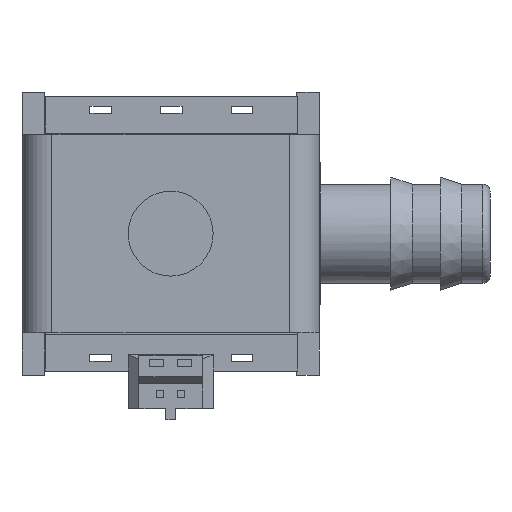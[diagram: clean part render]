
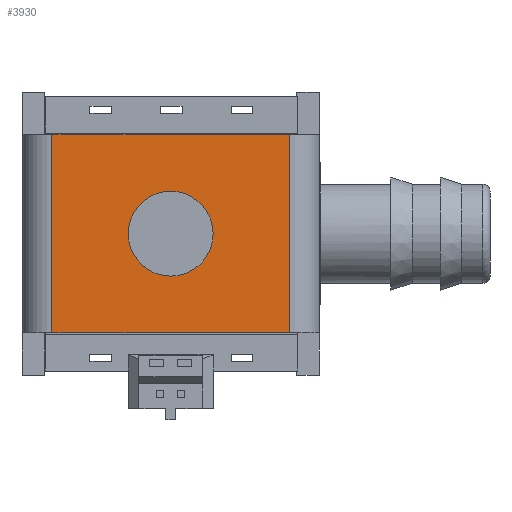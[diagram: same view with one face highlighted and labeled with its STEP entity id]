
A CAD part, front view. The second image highlights one B-rep face of the part: STEP entity #3930.
In plain terms, the highlighted planar face has unit normal (0, -1, 0).
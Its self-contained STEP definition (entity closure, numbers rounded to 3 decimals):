
#1684=DIRECTION('',(0.,0.,1.));
#1685=VECTOR('',#1684,14.);
#1686=CARTESIAN_POINT('',(8.4,-29.8,-7.));
#1687=LINE('',#1686,#1685);
#2076=DIRECTION('',(0.,0.,-1.));
#2077=VECTOR('',#2076,14.);
#2078=CARTESIAN_POINT('',(-8.4,-29.8,7.));
#2079=LINE('',#2078,#2077);
#2190=DIRECTION('',(1.,0.,0.));
#2191=VECTOR('',#2190,1.9);
#2192=CARTESIAN_POINT('',(-8.4,-29.8,7.));
#2193=LINE('',#2192,#2191);
#2198=CARTESIAN_POINT('',(0.,-29.8,0.));
#2199=DIRECTION('',(0.,-1.,0.));
#2200=DIRECTION('',(-1.,0.,0.));
#2201=AXIS2_PLACEMENT_3D('',#2198,#2199,#2200);
#2203=CARTESIAN_POINT('',(0.,-29.8,0.));
#2204=DIRECTION('',(0.,-1.,0.));
#2205=DIRECTION('',(1.,0.,0.));
#2206=AXIS2_PLACEMENT_3D('',#2203,#2204,#2205);
#2208=DIRECTION('',(1.,0.,0.));
#2209=VECTOR('',#2208,8.138);
#2210=CARTESIAN_POINT('',(0.262,-29.8,-7.));
#2211=LINE('',#2210,#2209);
#2422=DIRECTION('',(-1.,0.,0.));
#2423=VECTOR('',#2422,6.762);
#2424=CARTESIAN_POINT('',(0.262,-29.8,-7.));
#2425=LINE('',#2424,#2423);
#2426=DIRECTION('',(1.,0.,0.));
#2427=VECTOR('',#2426,1.9);
#2428=CARTESIAN_POINT('',(-8.4,-29.8,-7.));
#2429=LINE('',#2428,#2427);
#2438=DIRECTION('',(1.,0.,0.));
#2439=VECTOR('',#2438,6.762);
#2440=CARTESIAN_POINT('',(-6.5,-29.8,7.));
#2441=LINE('',#2440,#2439);
#2442=DIRECTION('',(1.,0.,0.));
#2443=VECTOR('',#2442,8.138);
#2444=CARTESIAN_POINT('',(0.262,-29.8,7.));
#2445=LINE('',#2444,#2443);
#2580=CARTESIAN_POINT('',(8.4,-29.8,-7.));
#2581=CARTESIAN_POINT('',(8.4,-29.8,7.));
#2582=VERTEX_POINT('',#2580);
#2583=VERTEX_POINT('',#2581);
#2584=CARTESIAN_POINT('',(0.262,-29.8,-7.));
#2585=VERTEX_POINT('',#2584);
#2586=CARTESIAN_POINT('',(-6.5,-29.8,-7.));
#2587=VERTEX_POINT('',#2586);
#2588=CARTESIAN_POINT('',(-8.4,-29.8,-7.));
#2589=VERTEX_POINT('',#2588);
#2590=CARTESIAN_POINT('',(-8.4,-29.8,7.));
#2591=VERTEX_POINT('',#2590);
#2592=CARTESIAN_POINT('',(-6.5,-29.8,7.));
#2593=VERTEX_POINT('',#2592);
#2594=CARTESIAN_POINT('',(0.262,-29.8,7.));
#2595=VERTEX_POINT('',#2594);
#2748=CARTESIAN_POINT('',(-3.,-29.8,0.));
#2749=CARTESIAN_POINT('',(3.,-29.8,0.));
#2750=VERTEX_POINT('',#2748);
#2751=VERTEX_POINT('',#2749);
#3904=CARTESIAN_POINT('',(0.,-29.8,0.));
#3905=DIRECTION('',(0.,1.,0.));
#3906=DIRECTION('',(0.,0.,1.));
#3907=AXIS2_PLACEMENT_3D('',#3904,#3905,#3906);
#3908=PLANE('',#3907);
#3909=ORIENTED_EDGE('',*,*,#3155,.F.);
#3911=ORIENTED_EDGE('',*,*,#3910,.F.);
#3913=ORIENTED_EDGE('',*,*,#3912,.T.);
#3915=ORIENTED_EDGE('',*,*,#3914,.F.);
#3916=ORIENTED_EDGE('',*,*,#3752,.F.);
#3917=ORIENTED_EDGE('',*,*,#3895,.T.);
#3919=ORIENTED_EDGE('',*,*,#3918,.T.);
#3921=ORIENTED_EDGE('',*,*,#3920,.T.);
#3922=EDGE_LOOP('',(#3909,#3911,#3913,#3915,#3916,#3917,#3919,#3921));
#3923=FACE_OUTER_BOUND('',#3922,.F.);
#3925=ORIENTED_EDGE('',*,*,#3924,.T.);
#3927=ORIENTED_EDGE('',*,*,#3926,.T.);
#3928=EDGE_LOOP('',(#3925,#3927));
#3929=FACE_BOUND('',#3928,.F.);
#3930=ADVANCED_FACE('',(#3923,#3929),#3908,.F.);
#2202=CIRCLE('',#2201,3.);
#2207=CIRCLE('',#2206,3.);
#3155=EDGE_CURVE('',#2582,#2583,#1687,.T.);
#3752=EDGE_CURVE('',#2591,#2589,#2079,.T.);
#3895=EDGE_CURVE('',#2591,#2593,#2193,.T.);
#3910=EDGE_CURVE('',#2585,#2582,#2211,.T.);
#3912=EDGE_CURVE('',#2585,#2587,#2425,.T.);
#3914=EDGE_CURVE('',#2589,#2587,#2429,.T.);
#3918=EDGE_CURVE('',#2593,#2595,#2441,.T.);
#3920=EDGE_CURVE('',#2595,#2583,#2445,.T.);
#3924=EDGE_CURVE('',#2750,#2751,#2202,.T.);
#3926=EDGE_CURVE('',#2751,#2750,#2207,.T.);
